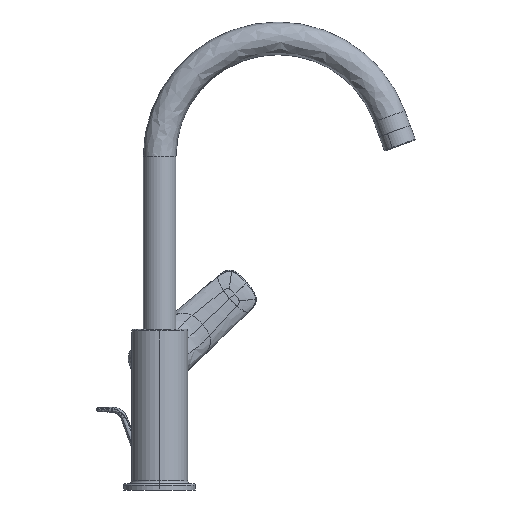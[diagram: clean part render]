
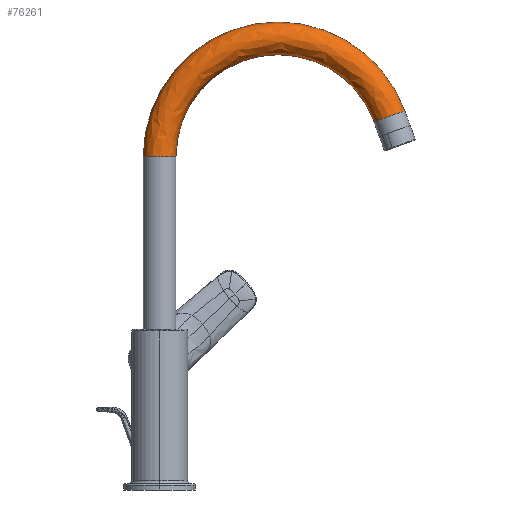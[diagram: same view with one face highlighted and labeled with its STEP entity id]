
A CAD part, front view. The second image highlights one B-rep face of the part: STEP entity #76261.
In plain terms, the highlighted free-form (B-spline) face has degree [7, 7] with [8, 8] control points.
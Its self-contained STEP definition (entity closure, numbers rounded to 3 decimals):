
#75671=CARTESIAN_POINT(' ',(76.,0.,111.5));
#75676=DIRECTION(' ',(0.,1.,0.));
#75681=DIRECTION(' ',(-1.,0.,0.));
#75686=AXIS2_PLACEMENT_3D(' ',#75671,#75676,#75681);
#75691=CIRCLE('',#75686,65.5);
#75696=CARTESIAN_POINT(' ',(10.5,0.,111.5));
#75697=VERTEX_POINT(' ',#75696);
#75701=CARTESIAN_POINT(' ',(137.55,0.,133.902));
#75702=VERTEX_POINT(' ',#75701);
#75706=EDGE_CURVE(' ',#75697,#75702,#75691,.T.);
#75741=CARTESIAN_POINT(' ',(-10.5,0.,111.5));
#75742=VERTEX_POINT(' ',#75741);
#75756=CARTESIAN_POINT(' ',(76.,0.,111.5));
#75761=DIRECTION(' ',(0.,1.,0.));
#75766=DIRECTION(' ',(-1.,0.,0.));
#75771=AXIS2_PLACEMENT_3D(' ',#75756,#75761,#75766);
#75776=CIRCLE('',#75771,86.5);
#75781=CARTESIAN_POINT(' ',(157.283,0.,141.085));
#75782=VERTEX_POINT(' ',#75781);
#75786=EDGE_CURVE(' ',#75742,#75782,#75776,.T.);
#75846=CARTESIAN_POINT(' ',(-10.5,0.,111.5));
#75851=CARTESIAN_POINT(' ',(-10.5,0.,146.008));
#75856=CARTESIAN_POINT(' ',(5.565,0.,180.502));
#75861=CARTESIAN_POINT(' ',(37.659,0.,206.11));
#75866=CARTESIAN_POINT(' ',(79.67,0.,213.517));
#75871=CARTESIAN_POINT(' ',(118.587,0.,200.43));
#75876=CARTESIAN_POINT(' ',(145.481,0.,173.511));
#75881=CARTESIAN_POINT(' ',(157.283,0.,141.085));
#75886=CARTESIAN_POINT(' ',(-10.5,-4.712,111.5));
#75891=CARTESIAN_POINT(' ',(-10.5,-4.712,146.008));
#75896=CARTESIAN_POINT(' ',(5.565,-4.712,180.502));
#75901=CARTESIAN_POINT(' ',(37.659,-4.712,206.11));
#75906=CARTESIAN_POINT(' ',(79.67,-4.712,213.517));
#75911=CARTESIAN_POINT(' ',(118.587,-4.712,200.43));
#75916=CARTESIAN_POINT(' ',(145.481,-4.712,173.511));
#75921=CARTESIAN_POINT(' ',(157.283,-4.712,141.085));
#75926=CARTESIAN_POINT(' ',(-8.032,-9.42,111.5));
#75931=CARTESIAN_POINT(' ',(-8.032,-9.42,145.023));
#75936=CARTESIAN_POINT(' ',(7.575,-9.42,178.533));
#75941=CARTESIAN_POINT(' ',(38.753,-9.42,203.41));
#75946=CARTESIAN_POINT(' ',(79.565,-9.42,210.606));
#75951=CARTESIAN_POINT(' ',(117.372,-9.42,197.893));
#75956=CARTESIAN_POINT(' ',(143.499,-9.42,171.742));
#75961=CARTESIAN_POINT(' ',(154.964,-9.42,140.241));
#75966=CARTESIAN_POINT(' ',(-3.102,-12.605,111.5));
#75971=CARTESIAN_POINT(' ',(-3.102,-12.605,143.056));
#75976=CARTESIAN_POINT(' ',(11.589,-12.605,174.6));
#75981=CARTESIAN_POINT(' ',(40.939,-12.605,198.018));
#75986=CARTESIAN_POINT(' ',(79.356,-12.605,204.792));
#75991=CARTESIAN_POINT(' ',(114.945,-12.605,192.824));
#75996=CARTESIAN_POINT(' ',(139.539,-12.605,168.208));
#76001=CARTESIAN_POINT(' ',(150.332,-12.605,138.554));
#76006=CARTESIAN_POINT(' ',(3.102,-12.605,111.5));
#76011=CARTESIAN_POINT(' ',(3.102,-12.605,140.581));
#76016=CARTESIAN_POINT(' ',(16.641,-12.605,169.651));
#76021=CARTESIAN_POINT(' ',(43.688,-12.605,191.233));
#76026=CARTESIAN_POINT(' ',(79.093,-12.605,197.475));
#76031=CARTESIAN_POINT(' ',(111.89,-12.605,186.446));
#76036=CARTESIAN_POINT(' ',(134.555,-12.605,163.76));
#76041=CARTESIAN_POINT(' ',(144.502,-12.605,136.433));
#76046=CARTESIAN_POINT(' ',(8.032,-9.42,111.5));
#76051=CARTESIAN_POINT(' ',(8.032,-9.42,138.615));
#76056=CARTESIAN_POINT(' ',(20.655,-9.42,165.719));
#76061=CARTESIAN_POINT(' ',(45.874,-9.42,185.841));
#76066=CARTESIAN_POINT(' ',(78.884,-9.42,191.661));
#76071=CARTESIAN_POINT(' ',(109.463,-9.42,181.378));
#76076=CARTESIAN_POINT(' ',(130.595,-9.42,160.226));
#76081=CARTESIAN_POINT(' ',(139.869,-9.42,134.746));
#76086=CARTESIAN_POINT(' ',(10.5,-4.712,111.5));
#76091=CARTESIAN_POINT(' ',(10.5,-4.712,137.63));
#76096=CARTESIAN_POINT(' ',(22.665,-4.712,163.75));
#76101=CARTESIAN_POINT(' ',(46.968,-4.712,183.141));
#76106=CARTESIAN_POINT(' ',(78.779,-4.712,188.75));
#76111=CARTESIAN_POINT(' ',(108.248,-4.712,178.84));
#76116=CARTESIAN_POINT(' ',(128.613,-4.712,158.457));
#76121=CARTESIAN_POINT(' ',(137.55,-4.712,133.902));
#76126=CARTESIAN_POINT(' ',(10.5,0.,111.5));
#76131=CARTESIAN_POINT(' ',(10.5,0.,137.63));
#76136=CARTESIAN_POINT(' ',(22.665,0.,163.75));
#76141=CARTESIAN_POINT(' ',(46.968,0.,183.141));
#76146=CARTESIAN_POINT(' ',(78.779,0.,188.75));
#76151=CARTESIAN_POINT(' ',(108.248,0.,178.84));
#76156=CARTESIAN_POINT(' ',(128.613,0.,158.457));
#76161=CARTESIAN_POINT(' ',(137.55,0.,133.902));
#76166=B_SPLINE_SURFACE_WITH_KNOTS(' ',7,7,((#75846,#75851,#75856,#75861,#75866,#75871,#75876,#75881),(#75886,#75891,#75896,#75901,#75906,#75911,#75916,#75921),(#75926,#75931,#75936,#75941,#75946,#75951,#75956,#75961),(#75966,#75971,#75976,#75981,#75986,#75991,#75996,#76001),(#76006,#76011,#76016,#76021,#76026,#76031,#76036,#76041),(#76046,#76051,#76056,#76061,#76066,#76071,#76076,#76081),(#76086,#76091,#76096,#76101,#76106,#76111,#76116,#76121),(#76126,#76131,#76136,#76141,#76146,#76151,#76156,#76161)),.UNSPECIFIED.,.F.,.F.,.U.,(8,8),(8,8),(0.,1.),(0.,1.),.UNSPECIFIED.);
#76171=ORIENTED_EDGE(' ',*,*,#75786,.F.);
#76176=CARTESIAN_POINT(' ',(0.,0.,111.5));
#76181=DIRECTION(' ',(0.,0.,1.));
#76186=DIRECTION(' ',(-1.,0.,0.));
#76191=AXIS2_PLACEMENT_3D(' ',#76176,#76181,#76186);
#76196=CIRCLE('',#76191,10.5);
#76201=EDGE_CURVE(' ',#75742,#75697,#76196,.T.);
#76206=ORIENTED_EDGE(' ',*,*,#76201,.T.);
#76211=ORIENTED_EDGE(' ',*,*,#75706,.T.);
#76216=CARTESIAN_POINT(' ',(147.417,0.,137.494));
#76221=DIRECTION(' ',(0.342,0.,-0.94));
#76226=DIRECTION(' ',(0.94,0.,0.342));
#76231=AXIS2_PLACEMENT_3D(' ',#76216,#76221,#76226);
#76236=CIRCLE('',#76231,10.5);
#76241=EDGE_CURVE(' ',#75782,#75702,#76236,.T.);
#76246=ORIENTED_EDGE(' ',*,*,#76241,.F.);
#76251=EDGE_LOOP(' ',(#76171,#76206,#76211,#76246));
#76256=FACE_OUTER_BOUND(' ',#76251,.T.);
#76261=ADVANCED_FACE('',(#76256),#76166,.T.);
